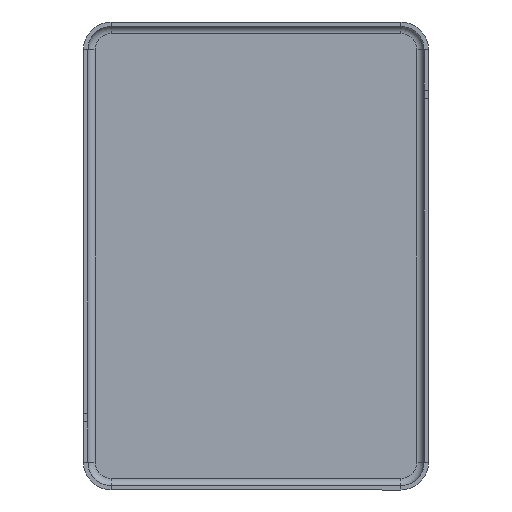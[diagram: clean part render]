
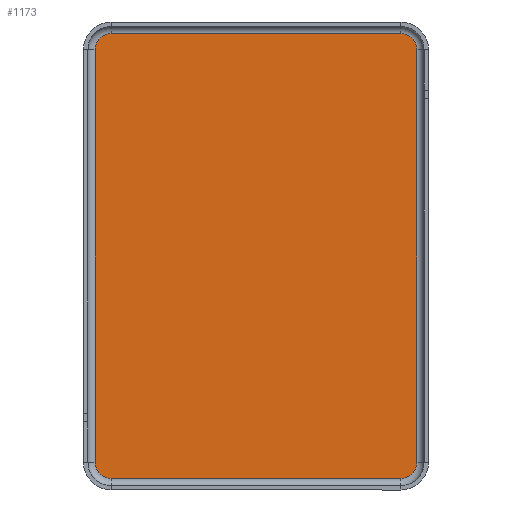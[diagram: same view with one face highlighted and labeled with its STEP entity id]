
A CAD part, front view. The second image highlights one B-rep face of the part: STEP entity #1173.
In plain terms, the highlighted planar face has unit normal (0, -1, 0).
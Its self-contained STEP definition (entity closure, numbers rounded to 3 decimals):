
#7 = EDGE_CURVE ( 'NONE', #591, #40, #461, .T. ) ;
#15 = EDGE_CURVE ( 'NONE', #1256, #1435, #965, .T. ) ;
#31 = CARTESIAN_POINT ( 'NONE',  ( -11.1, -0.3, 14.25 ) ) ;
#40 = VERTEX_POINT ( 'NONE', #1150 ) ;
#56 = CARTESIAN_POINT ( 'NONE',  ( 10., -0.3, 14.25 ) ) ;
#141 = CIRCLE ( 'NONE', #358, 1.1 ) ;
#206 = DIRECTION ( 'NONE',  ( 0., 1., 0. ) ) ;
#290 = VECTOR ( 'NONE', #868, 1000. ) ;
#346 = ORIENTED_EDGE ( 'NONE', *, *, #349, .F. ) ;
#349 = EDGE_CURVE ( 'NONE', #40, #514, #1099, .T. ) ;
#358 = AXIS2_PLACEMENT_3D ( 'NONE', #1421, #206, #966 ) ;
#371 = CARTESIAN_POINT ( 'NONE',  ( -11.1, -0.3, -14.25 ) ) ;
#444 = CARTESIAN_POINT ( 'NONE',  ( -10., -0.3, 15.35 ) ) ;
#461 = CIRCLE ( 'NONE', #1235, 1.1 ) ;
#468 = EDGE_CURVE ( 'NONE', #618, #591, #1349, .T. ) ;
#482 = DIRECTION ( 'NONE',  ( 0., 1., 0. ) ) ;
#510 = VECTOR ( 'NONE', #517, 1000. ) ;
#514 = VERTEX_POINT ( 'NONE', #883 ) ;
#517 = DIRECTION ( 'NONE',  ( 0., 0., -1. ) ) ;
#519 = EDGE_CURVE ( 'NONE', #1364, #1237, #978, .T. ) ;
#549 = AXIS2_PLACEMENT_3D ( 'NONE', #1210, #1222, #1218 ) ;
#563 = CARTESIAN_POINT ( 'NONE',  ( 10., -0.3, -15.35 ) ) ;
#579 = EDGE_LOOP ( 'NONE', ( #933, #793, #1265, #1020, #1357, #346, #721, #809 ) ) ;
#581 = DIRECTION ( 'NONE',  ( 0., 0., 1. ) ) ;
#591 = VERTEX_POINT ( 'NONE', #1104 ) ;
#618 = VERTEX_POINT ( 'NONE', #1431 ) ;
#681 = VECTOR ( 'NONE', #756, 1000. ) ;
#697 = EDGE_CURVE ( 'NONE', #514, #1256, #141, .T. ) ;
#711 = DIRECTION ( 'NONE',  ( 0., 0., -1. ) ) ;
#721 = ORIENTED_EDGE ( 'NONE', *, *, #7, .F. ) ;
#737 = CARTESIAN_POINT ( 'NONE',  ( -11.1, -0.3, -14.25 ) ) ;
#756 = DIRECTION ( 'NONE',  ( 1., 0., 0. ) ) ;
#785 = CIRCLE ( 'NONE', #549, 1.1 ) ;
#793 = ORIENTED_EDGE ( 'NONE', *, *, #519, .F. ) ;
#809 = ORIENTED_EDGE ( 'NONE', *, *, #468, .F. ) ;
#834 = CIRCLE ( 'NONE', #1082, 1.1 ) ;
#868 = DIRECTION ( 'NONE',  ( -1., 0., 0. ) ) ;
#883 = CARTESIAN_POINT ( 'NONE',  ( -10., -0.3, -15.35 ) ) ;
#924 = CARTESIAN_POINT ( 'NONE',  ( 10., -0.3, -14.25 ) ) ;
#930 = DIRECTION ( 'NONE',  ( 0., 0., 1. ) ) ;
#933 = ORIENTED_EDGE ( 'NONE', *, *, #1037, .F. ) ;
#940 = CARTESIAN_POINT ( 'NONE',  ( 10., -0.3, 15.35 ) ) ;
#960 = CARTESIAN_POINT ( 'NONE',  ( 11.1, -0.3, 14.25 ) ) ;
#965 = LINE ( 'NONE', #371, #1209 ) ;
#966 = DIRECTION ( 'NONE',  ( 0., 0., 1. ) ) ;
#978 = LINE ( 'NONE', #444, #681 ) ;
#1020 = ORIENTED_EDGE ( 'NONE', *, *, #15, .F. ) ;
#1037 = EDGE_CURVE ( 'NONE', #1237, #618, #785, .T. ) ;
#1082 = AXIS2_PLACEMENT_3D ( 'NONE', #1128, #1246, #581 ) ;
#1099 = LINE ( 'NONE', #563, #290 ) ;
#1104 = CARTESIAN_POINT ( 'NONE',  ( 11.1, -0.3, -14.25 ) ) ;
#1114 = FACE_OUTER_BOUND ( 'NONE', #579, .T. ) ;
#1128 = CARTESIAN_POINT ( 'NONE',  ( -10., -0.3, 14.25 ) ) ;
#1150 = CARTESIAN_POINT ( 'NONE',  ( 10., -0.3, -15.35 ) ) ;
#1173 = ADVANCED_FACE ( 'NONE', ( #1114 ), #1393, .T. ) ;
#1209 = VECTOR ( 'NONE', #930, 1000. ) ;
#1210 = CARTESIAN_POINT ( 'NONE',  ( 10., -0.3, 14.25 ) ) ;
#1218 = DIRECTION ( 'NONE',  ( 0., 0., 1. ) ) ;
#1222 = DIRECTION ( 'NONE',  ( 0., 1., 0. ) ) ;
#1235 = AXIS2_PLACEMENT_3D ( 'NONE', #924, #482, #1277 ) ;
#1237 = VERTEX_POINT ( 'NONE', #940 ) ;
#1246 = DIRECTION ( 'NONE',  ( 0., 1., 0. ) ) ;
#1253 = CARTESIAN_POINT ( 'NONE',  ( -10., -0.3, 15.35 ) ) ;
#1256 = VERTEX_POINT ( 'NONE', #737 ) ;
#1265 = ORIENTED_EDGE ( 'NONE', *, *, #1407, .F. ) ;
#1277 = DIRECTION ( 'NONE',  ( 0., 0., 1. ) ) ;
#1286 = DIRECTION ( 'NONE',  ( 0., -1., 0. ) ) ;
#1339 = AXIS2_PLACEMENT_3D ( 'NONE', #56, #1286, #711 ) ;
#1349 = LINE ( 'NONE', #960, #510 ) ;
#1357 = ORIENTED_EDGE ( 'NONE', *, *, #697, .F. ) ;
#1364 = VERTEX_POINT ( 'NONE', #1253 ) ;
#1393 = PLANE ( 'NONE',  #1339 ) ;
#1407 = EDGE_CURVE ( 'NONE', #1435, #1364, #834, .T. ) ;
#1421 = CARTESIAN_POINT ( 'NONE',  ( -10., -0.3, -14.25 ) ) ;
#1431 = CARTESIAN_POINT ( 'NONE',  ( 11.1, -0.3, 14.25 ) ) ;
#1435 = VERTEX_POINT ( 'NONE', #31 ) ;
